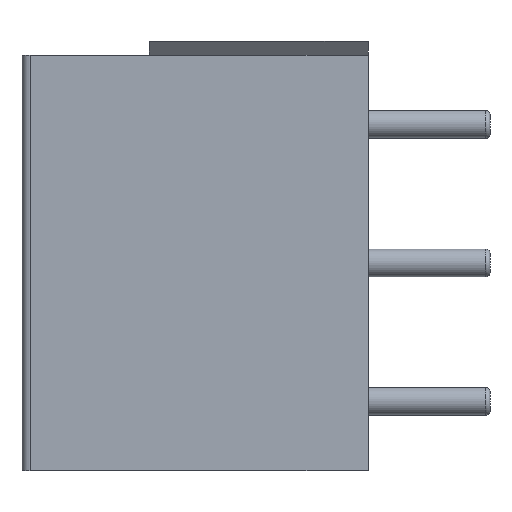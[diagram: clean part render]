
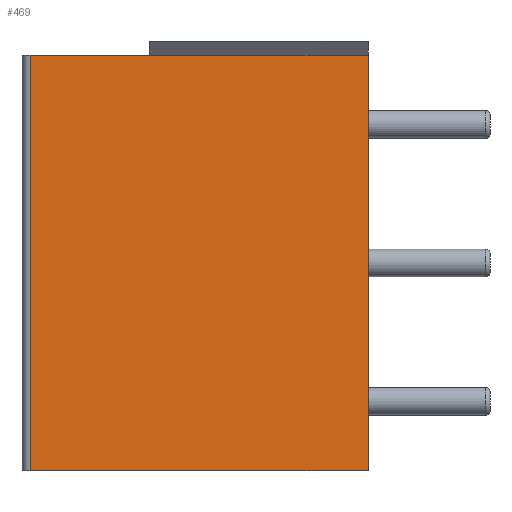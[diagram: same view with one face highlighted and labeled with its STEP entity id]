
A CAD part, left-side view. The second image highlights one B-rep face of the part: STEP entity #469.
In plain terms, the highlighted planar face has unit normal (-1, 0, 0).
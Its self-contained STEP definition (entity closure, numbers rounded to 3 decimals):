
#12 = PLANE ( 'NONE',  #5124 ) ;
#469 = ADVANCED_FACE ( 'NONE', ( #1629 ), #12, .T. ) ;
#616 = ORIENTED_EDGE ( 'NONE', *, *, #3375, .F. ) ;
#654 = VECTOR ( 'NONE', #2233, 1000. ) ;
#838 = DIRECTION ( 'NONE',  ( 0., 0., -1. ) ) ;
#1252 = LINE ( 'NONE', #5911, #1656 ) ;
#1629 = FACE_OUTER_BOUND ( 'NONE', #5085, .T. ) ;
#1656 = VECTOR ( 'NONE', #1711, 1000. ) ;
#1711 = DIRECTION ( 'NONE',  ( 0., 0., -1. ) ) ;
#1867 = CARTESIAN_POINT ( 'NONE',  ( 0., 0., 22.5 ) ) ;
#2163 = CARTESIAN_POINT ( 'NONE',  ( 0., 12.2, 7.5 ) ) ;
#2233 = DIRECTION ( 'NONE',  ( 0., 1., 0. ) ) ;
#2263 = CARTESIAN_POINT ( 'NONE',  ( 0., 8.2, 7.5 ) ) ;
#2509 = ORIENTED_EDGE ( 'NONE', *, *, #5334, .T. ) ;
#2585 = VERTEX_POINT ( 'NONE', #1867 ) ;
#2661 = DIRECTION ( 'NONE',  ( -1., 0., 0. ) ) ;
#3375 = EDGE_CURVE ( 'NONE', #2585, #4678, #1252, .T. ) ;
#3603 = CARTESIAN_POINT ( 'NONE',  ( 0., 0., 7.5 ) ) ;
#3627 = EDGE_CURVE ( 'NONE', #4678, #4090, #3771, .T. ) ;
#3771 = LINE ( 'NONE', #2263, #654 ) ;
#3999 = CARTESIAN_POINT ( 'NONE',  ( 0., 12.2, 22.5 ) ) ;
#4048 = CARTESIAN_POINT ( 'NONE',  ( 0., 12.2, 22.5 ) ) ;
#4090 = VERTEX_POINT ( 'NONE', #2163 ) ;
#4226 = DIRECTION ( 'NONE',  ( 0., -1., 0. ) ) ;
#4610 = VERTEX_POINT ( 'NONE', #4048 ) ;
#4678 = VERTEX_POINT ( 'NONE', #3603 ) ;
#4786 = DIRECTION ( 'NONE',  ( 0., 1., 0. ) ) ;
#5085 = EDGE_LOOP ( 'NONE', ( #2509, #5740, #616, #5747 ) ) ;
#5124 = AXIS2_PLACEMENT_3D ( 'NONE', #5682, #2661, #4226 ) ;
#5334 = EDGE_CURVE ( 'NONE', #4610, #4090, #5529, .T. ) ;
#5529 = LINE ( 'NONE', #3999, #6790 ) ;
#5682 = CARTESIAN_POINT ( 'NONE',  ( 0., 0., 22.5 ) ) ;
#5740 = ORIENTED_EDGE ( 'NONE', *, *, #3627, .F. ) ;
#5747 = ORIENTED_EDGE ( 'NONE', *, *, #5862, .T. ) ;
#5862 = EDGE_CURVE ( 'NONE', #2585, #4610, #6474, .T. ) ;
#5911 = CARTESIAN_POINT ( 'NONE',  ( 0., 0., 22.5 ) ) ;
#5931 = CARTESIAN_POINT ( 'NONE',  ( 0., 8.2, 22.5 ) ) ;
#6245 = VECTOR ( 'NONE', #4786, 1000. ) ;
#6474 = LINE ( 'NONE', #5931, #6245 ) ;
#6790 = VECTOR ( 'NONE', #838, 1000. ) ;
